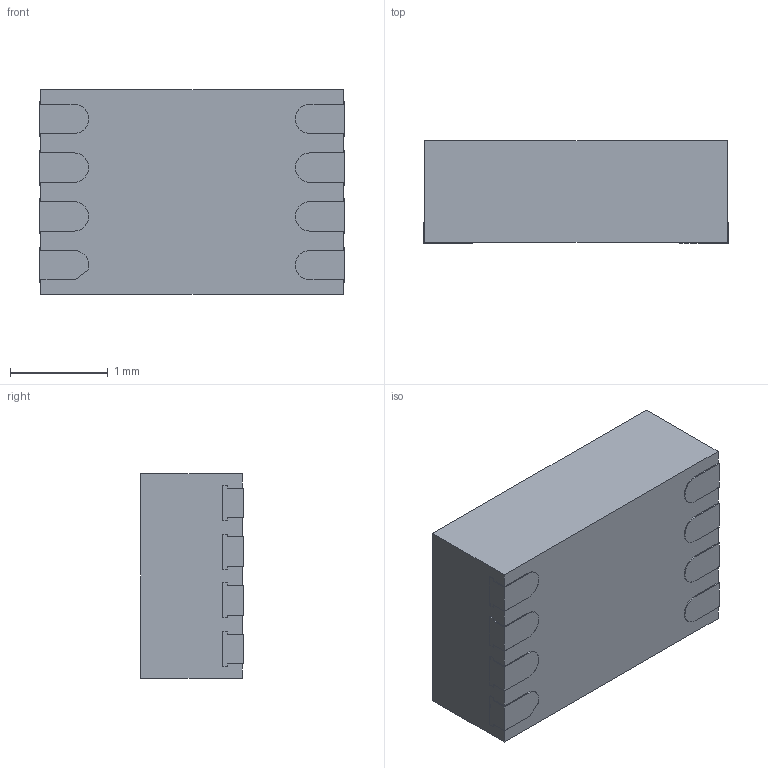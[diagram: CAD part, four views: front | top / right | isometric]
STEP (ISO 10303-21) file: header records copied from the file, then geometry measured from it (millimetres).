
FILE_DESCRIPTION (( 'STEP AP214' ), '1' );
FILE_NAME ('ISO6520REUR.STEP', '2024-05-13T07:35:48', ( '' ), ( '' ), 'SwSTEP 2.0', 'SolidWorks 2023', '' );
FILE_SCHEMA (( 'AUTOMOTIVE_DESIGN' ));
Length unit declared in the file: millimetre
Products named in the file (1): ISO6520REUR
Bounding box: 3.12 x 1.05 x 2.1 mm (x, y, z)
Volume: 6.8 mm3; surface area: 24 mm2
Topology: 1 solids, 1 shells, 90 faces, 261 edges, 174 vertices
Faces by surface type: plane 80, cylinder 10
Entity records: 3047 total; most frequent: CARTESIAN_POINT 526, ORIENTED_EDGE 522, DIRECTION 463, EDGE_CURVE 261, LINE 241, VECTOR 241, VERTEX_POINT 174, AXIS2_PLACEMENT_3D 111
